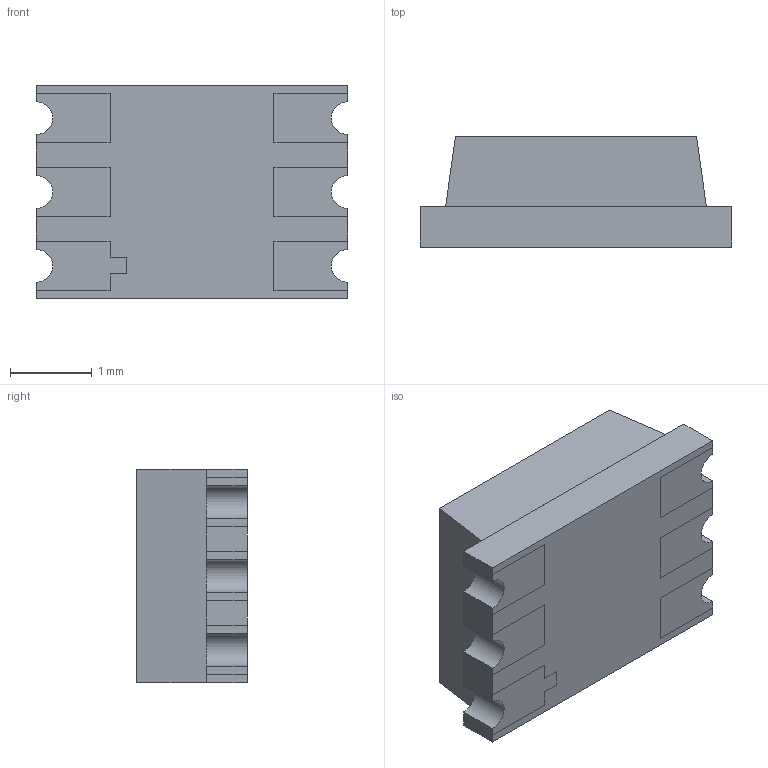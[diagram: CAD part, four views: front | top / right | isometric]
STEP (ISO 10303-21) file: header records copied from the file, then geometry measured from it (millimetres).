
FILE_DESCRIPTION (( 'STEP AP214' ), '1' );
FILE_NAME ('TSL2561.STEP', '2024-07-19T03:27:27', ( '' ), ( '' ), 'SwSTEP 2.0', 'SolidWorks 2021', '' );
FILE_SCHEMA (( 'AUTOMOTIVE_DESIGN' ));
Length unit declared in the file: millimetre
Products named in the file (1): TSL2561
Bounding box: 3.8 x 1.35 x 2.6 mm (x, y, z)
Volume: 11.5 mm3; surface area: 65.9 mm2
Topology: 8 solids, 8 shells, 116 faces, 280 edges, 180 vertices
Faces by surface type: plane 100, cylinder 16
Entity records: 3413 total; most frequent: CARTESIAN_POINT 577, ORIENTED_EDGE 560, DIRECTION 546, EDGE_CURVE 280, LINE 248, VECTOR 248, VERTEX_POINT 180, AXIS2_PLACEMENT_3D 149
